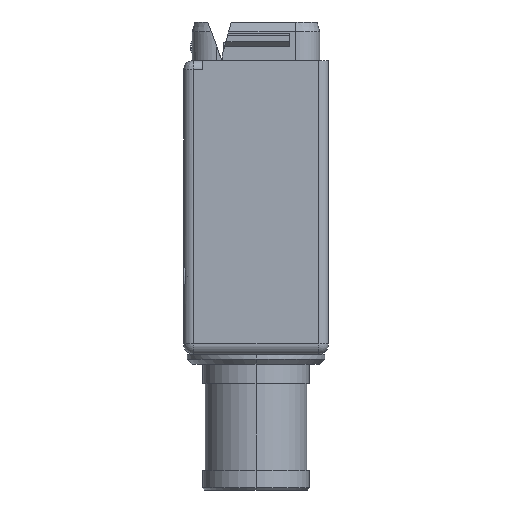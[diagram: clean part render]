
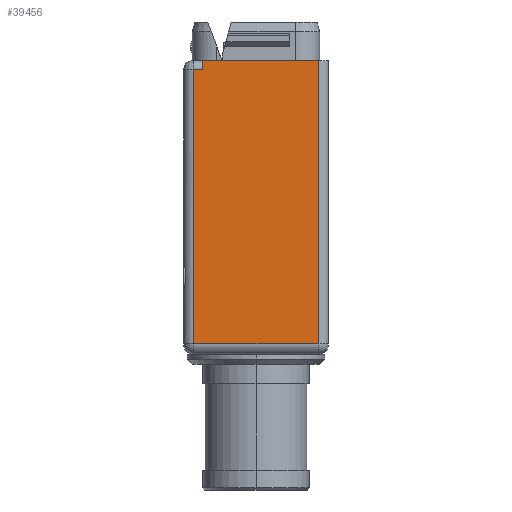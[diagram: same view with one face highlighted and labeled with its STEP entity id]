
A CAD part, left-side view. The second image highlights one B-rep face of the part: STEP entity #39456.
In plain terms, the highlighted planar face has unit normal (-1, 0, 0).
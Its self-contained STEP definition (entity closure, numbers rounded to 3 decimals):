
#2044=DIRECTION('',(0.,1.,0.));
#2045=VECTOR('',#2044,11.93);
#2046=CARTESIAN_POINT('',(-22.25,-6.43,0.));
#2047=LINE('',#2046,#2045);
#2053=DIRECTION('',(0.,0.,-1.));
#2054=VECTOR('',#2053,0.94);
#2055=CARTESIAN_POINT('',(-22.25,5.5,0.));
#2056=LINE('',#2055,#2054);
#2057=DIRECTION('',(0.,1.,0.));
#2058=VECTOR('',#2057,0.93);
#2059=CARTESIAN_POINT('',(-22.25,5.5,-0.94));
#2060=LINE('',#2059,#2058);
#2070=DIRECTION('',(0.,-1.,0.));
#2071=VECTOR('',#2070,12.86);
#2072=CARTESIAN_POINT('',(-22.25,6.43,-29.25));
#2073=LINE('',#2072,#2071);
#2357=DIRECTION('',(0.,0.,1.));
#2358=VECTOR('',#2357,29.25);
#2359=CARTESIAN_POINT('',(-22.25,-6.43,-29.25));
#2360=LINE('',#2359,#2358);
#2799=DIRECTION('',(0.,0.,-1.));
#2800=VECTOR('',#2799,28.31);
#2801=CARTESIAN_POINT('',(-22.25,6.43,-0.94));
#2802=LINE('',#2801,#2800);
#32572=CARTESIAN_POINT('',(-22.25,-6.43,-29.25));
#32573=CARTESIAN_POINT('',(-22.25,-6.43,0.));
#32574=VERTEX_POINT('',#32572);
#32575=VERTEX_POINT('',#32573);
#32586=CARTESIAN_POINT('',(-22.25,5.5,0.));
#32587=VERTEX_POINT('',#32586);
#33981=CARTESIAN_POINT('',(-22.25,6.43,-29.25));
#33982=VERTEX_POINT('',#33981);
#33987=CARTESIAN_POINT('',(-22.25,6.43,-0.94));
#33989=VERTEX_POINT('',#33987);
#34627=CARTESIAN_POINT('',(-22.25,5.5,-0.94));
#34629=VERTEX_POINT('',#34627);
#39440=CARTESIAN_POINT('',(-22.25,-7.48,0.));
#39441=DIRECTION('',(-1.,0.,0.));
#39442=DIRECTION('',(0.,1.,0.));
#39443=AXIS2_PLACEMENT_3D('',#39440,#39441,#39442);
#39444=PLANE('',#39443);
#39446=ORIENTED_EDGE('',*,*,#39445,.F.);
#39448=ORIENTED_EDGE('',*,*,#39447,.F.);
#39449=ORIENTED_EDGE('',*,*,#39432,.F.);
#39450=ORIENTED_EDGE('',*,*,#39421,.F.);
#39451=ORIENTED_EDGE('',*,*,#39408,.F.);
#39453=ORIENTED_EDGE('',*,*,#39452,.F.);
#39454=EDGE_LOOP('',(#39446,#39448,#39449,#39450,#39451,#39453));
#39455=FACE_OUTER_BOUND('',#39454,.F.);
#39456=ADVANCED_FACE('',(#39455),#39444,.T.);
#39408=EDGE_CURVE('',#32575,#32587,#2047,.T.);
#39421=EDGE_CURVE('',#32587,#34629,#2056,.T.);
#39432=EDGE_CURVE('',#34629,#33989,#2060,.T.);
#39445=EDGE_CURVE('',#33982,#32574,#2073,.T.);
#39447=EDGE_CURVE('',#33989,#33982,#2802,.T.);
#39452=EDGE_CURVE('',#32574,#32575,#2360,.T.);
